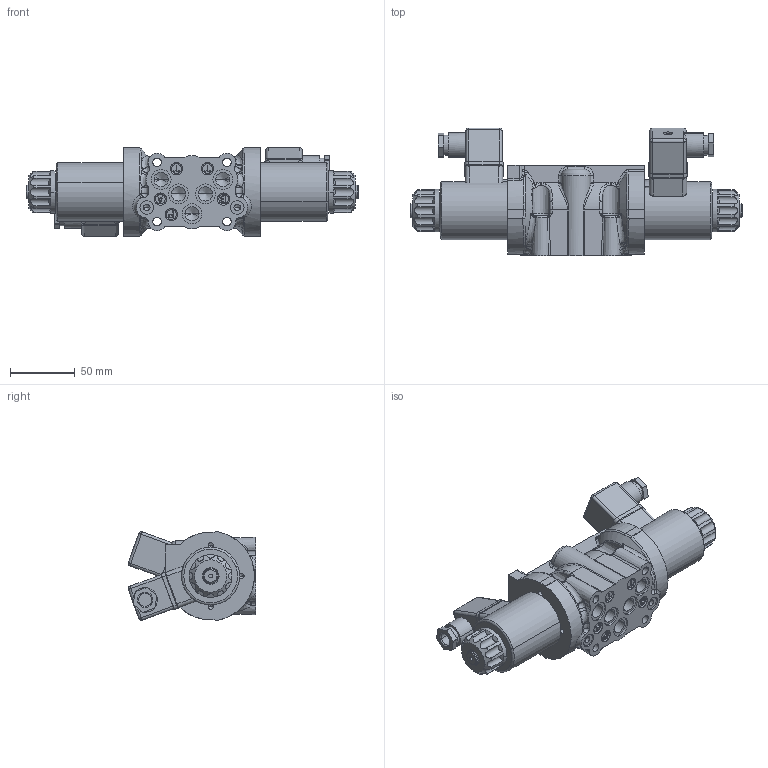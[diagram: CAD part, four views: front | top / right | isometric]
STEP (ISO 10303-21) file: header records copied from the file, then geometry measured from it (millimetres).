
FILE_DESCRIPTION((''),'2;1');
FILE_NAME('RPEL1_10X_GEN_ASM','2017-10-31T',('l.hazova'),(''),'PRO/ENGINEER BY PARAMETRIC TECHNOLOGY CORPORATION, 2015110','PRO/ENGINEER BY PARAMETRIC TECHNOLOGY CORPORATION, 2015110','');
FILE_SCHEMA(('AUTOMOTIVE_DESIGN { 1 0 10303 214 1 1 1 1 }'));
Products named in the file (5): RPEL1_103Z11XY; C22B_E1; K1_GR; K1_BL; RPEL1_10X_GEN_ASM
Assembly tree (5 placements, depth 2):
  RPEL1_10X_GEN_ASM
    RPEL1_103Z11XY
    C22B_E1  x2
    K1_GR
    K1_BL
Bounding box: 257 x 98.9 x 68.62 mm (x, y, z)
Volume: 624379.5 mm3; surface area: 101013.1 mm2
Topology: 5 solids, 7 shells, 989 faces, 2514 edges, 1698 vertices
Faces by surface type: plane 381, cylinder 272, bspline 168, cone 110, torus 35, sphere 23
Entity records: 54183 total; most frequent: CARTESIAN_POINT 22980, ORIENTED_EDGE 4408, DIRECTION 4243, PRESENTATION_STYLE_ASSIGNMENT 2577, STYLED_ITEM 2343, CURVE_STYLE 2338, EDGE_CURVE 2206, AXIS2_PLACEMENT_3D 1550
